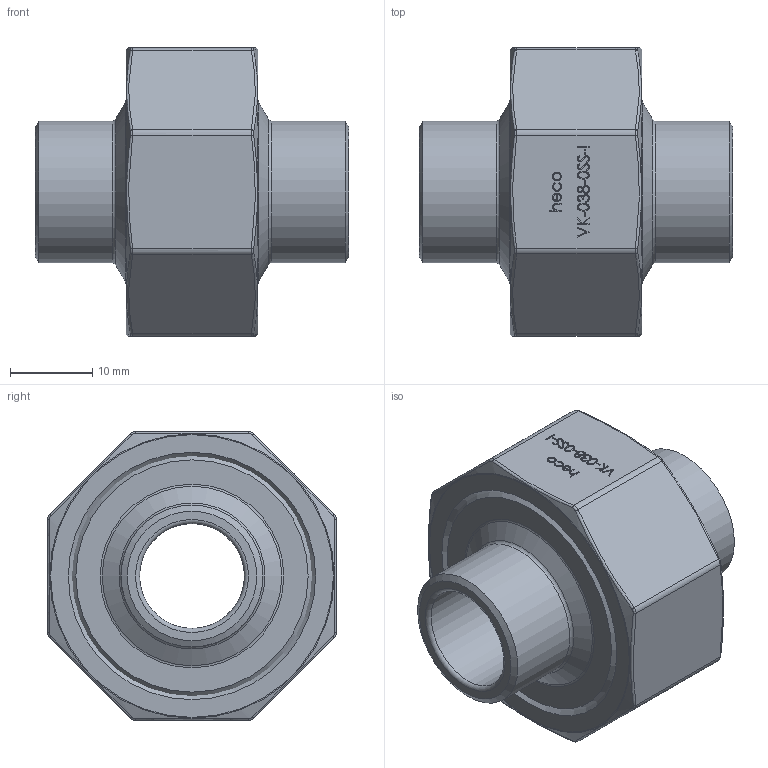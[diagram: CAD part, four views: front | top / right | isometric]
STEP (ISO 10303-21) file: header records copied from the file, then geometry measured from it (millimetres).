
FILE_DESCRIPTION (( 'STEP AP214' ), '1' );
FILE_NAME ('VK-038-0SS-I Verschraubung konisch 2303.STEP', '2023-03-23T09:15:45', ( '' ), ( '' ), 'SwSTEP 2.0', 'SolidWorks 2019', '' );
FILE_SCHEMA (( 'AUTOMOTIVE_DESIGN' ));
Length unit declared in the file: millimetre
Products named in the file (1): VK-038-0SS-I Verschraubung konisch 2303
Bounding box: 38 x 35 x 35 mm (x, y, z)
Volume: 15299.3 mm3; surface area: 10364.1 mm2
Topology: 3 solids, 3 shells, 299 faces, 740 edges, 475 vertices
Faces by surface type: bspline 146, plane 96, torus 25, cylinder 19, cone 13
Full cylindrical faces by diameter (mm): 12.7 x2, 17 x2, 17.2 x2, 25 x1, 25.3 x1, 28 x1, 28.38 x1, 30 x1
Entity records: 18239 total; most frequent: CARTESIAN_POINT 9070, ORIENTED_EDGE 1352, DIRECTION 784, EDGE_CURVE 676, VERTEX_POINT 460, EDGE_LOOP 382, FACE_OUTER_BOUND 335, UNCERTAINTY_MEASURE_WITH_UNIT 304
